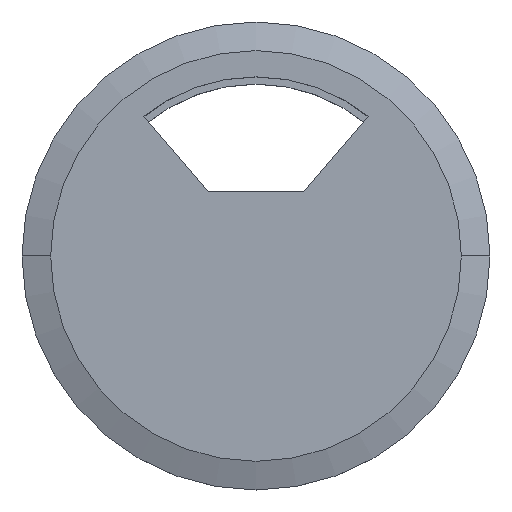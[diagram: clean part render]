
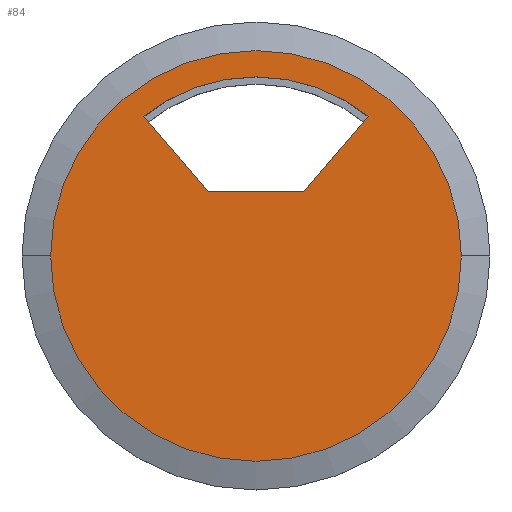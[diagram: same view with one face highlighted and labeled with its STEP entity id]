
A CAD part, top view. The second image highlights one B-rep face of the part: STEP entity #84.
In plain terms, the highlighted planar face has unit normal (0, 0, 1).
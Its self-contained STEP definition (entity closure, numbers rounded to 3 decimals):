
#20 = VECTOR ( 'NONE', #56, 1000. ) ;
#37 = ORIENTED_EDGE ( 'NONE', *, *, #228, .T. ) ;
#45 = VERTEX_POINT ( 'NONE', #495 ) ;
#51 = LINE ( 'NONE', #419, #144 ) ;
#52 = FACE_BOUND ( 'NONE', #147, .T. ) ;
#56 = DIRECTION ( 'NONE',  ( -1., 0., 0. ) ) ;
#58 = EDGE_CURVE ( 'NONE', #160, #196, #166, .T. ) ;
#61 = AXIS2_PLACEMENT_3D ( 'NONE', #259, #267, #516 ) ;
#62 = CARTESIAN_POINT ( 'NONE',  ( -20.75, 13.5, 4. ) ) ;
#66 = AXIS2_PLACEMENT_3D ( 'NONE', #453, #149, #102 ) ;
#84 = ADVANCED_FACE ( 'NONE', ( #52, #498 ), #366, .T. ) ;
#86 = DIRECTION ( 'NONE',  ( 0., 0., -1. ) ) ;
#102 = DIRECTION ( 'NONE',  ( 1., 0., 0. ) ) ;
#117 = ORIENTED_EDGE ( 'NONE', *, *, #58, .T. ) ;
#120 = CARTESIAN_POINT ( 'NONE',  ( 0., 0., 4. ) ) ;
#144 = VECTOR ( 'NONE', #200, 1000. ) ;
#146 = VERTEX_POINT ( 'NONE', #369 ) ;
#147 = EDGE_LOOP ( 'NONE', ( #509, #117, #37, #430 ) ) ;
#148 = EDGE_CURVE ( 'NONE', #331, #160, #51, .T. ) ;
#149 = DIRECTION ( 'NONE',  ( 0., 0., 1. ) ) ;
#160 = VERTEX_POINT ( 'NONE', #241 ) ;
#163 = DIRECTION ( 'NONE',  ( 0., 0., -1. ) ) ;
#166 = LINE ( 'NONE', #62, #20 ) ;
#171 = AXIS2_PLACEMENT_3D ( 'NONE', #437, #86, #221 ) ;
#192 = CIRCLE ( 'NONE', #171, 37.5 ) ;
#196 = VERTEX_POINT ( 'NONE', #548 ) ;
#200 = DIRECTION ( 'NONE',  ( -0.651, -0.759, 0. ) ) ;
#216 = CARTESIAN_POINT ( 'NONE',  ( 23.5, 29.223, 4. ) ) ;
#221 = DIRECTION ( 'NONE',  ( -1., 0., 0. ) ) ;
#228 = EDGE_CURVE ( 'NONE', #196, #45, #285, .T. ) ;
#229 = EDGE_CURVE ( 'NONE', #483, #146, #519, .T. ) ;
#241 = CARTESIAN_POINT ( 'NONE',  ( 10., 13.5, 4. ) ) ;
#254 = DIRECTION ( 'NONE',  ( -1., 0., 0. ) ) ;
#259 = CARTESIAN_POINT ( 'NONE',  ( 0., 0., 4. ) ) ;
#267 = DIRECTION ( 'NONE',  ( 0., 0., -1. ) ) ;
#269 = CIRCLE ( 'NONE', #61, 43. ) ;
#285 = LINE ( 'NONE', #381, #427 ) ;
#330 = EDGE_CURVE ( 'NONE', #45, #331, #192, .T. ) ;
#331 = VERTEX_POINT ( 'NONE', #216 ) ;
#366 = PLANE ( 'NONE',  #66 ) ;
#369 = CARTESIAN_POINT ( 'NONE',  ( 43., 0., 4. ) ) ;
#381 = CARTESIAN_POINT ( 'NONE',  ( -10., 13.5, 4. ) ) ;
#394 = EDGE_LOOP ( 'NONE', ( #485, #479 ) ) ;
#419 = CARTESIAN_POINT ( 'NONE',  ( 23.5, 29.223, 4. ) ) ;
#425 = DIRECTION ( 'NONE',  ( -0.651, 0.759, 0. ) ) ;
#426 = EDGE_CURVE ( 'NONE', #146, #483, #269, .T. ) ;
#427 = VECTOR ( 'NONE', #425, 1000. ) ;
#430 = ORIENTED_EDGE ( 'NONE', *, *, #330, .T. ) ;
#437 = CARTESIAN_POINT ( 'NONE',  ( 0., 0., 4. ) ) ;
#453 = CARTESIAN_POINT ( 'NONE',  ( -20.75, 0., 4. ) ) ;
#479 = ORIENTED_EDGE ( 'NONE', *, *, #426, .F. ) ;
#483 = VERTEX_POINT ( 'NONE', #487 ) ;
#485 = ORIENTED_EDGE ( 'NONE', *, *, #229, .F. ) ;
#487 = CARTESIAN_POINT ( 'NONE',  ( -43., 0., 4. ) ) ;
#495 = CARTESIAN_POINT ( 'NONE',  ( -23.5, 29.223, 4. ) ) ;
#498 = FACE_OUTER_BOUND ( 'NONE', #394, .T. ) ;
#509 = ORIENTED_EDGE ( 'NONE', *, *, #148, .T. ) ;
#516 = DIRECTION ( 'NONE',  ( -1., 0., 0. ) ) ;
#519 = CIRCLE ( 'NONE', #538, 43. ) ;
#538 = AXIS2_PLACEMENT_3D ( 'NONE', #120, #163, #254 ) ;
#548 = CARTESIAN_POINT ( 'NONE',  ( -10., 13.5, 4. ) ) ;
